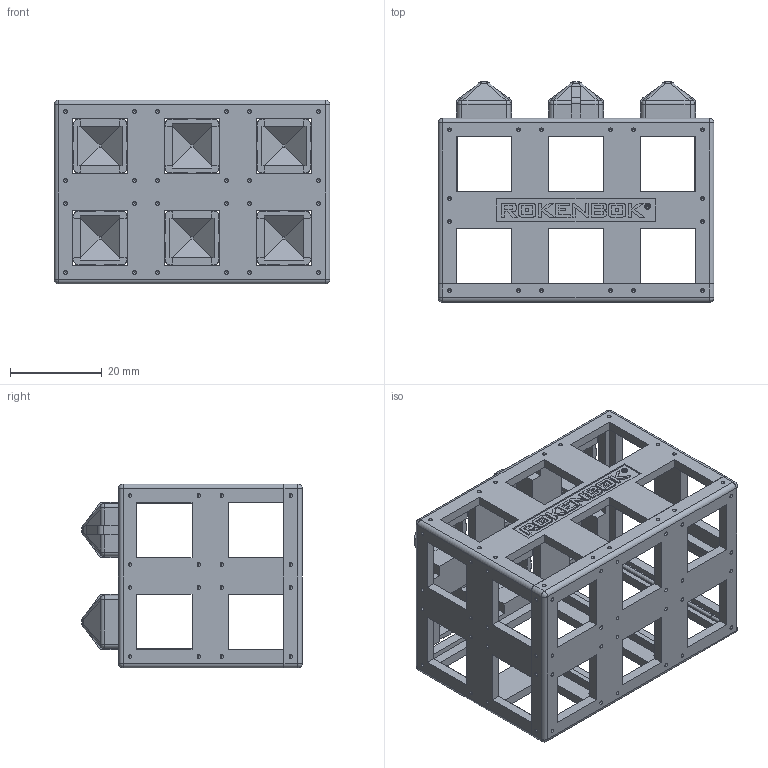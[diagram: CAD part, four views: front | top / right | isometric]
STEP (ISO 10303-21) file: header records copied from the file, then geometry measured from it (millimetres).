
FILE_DESCRIPTION (( 'STEP AP203' ), '1' );
FILE_NAME ('20-00300a.STEP', '2014-04-13T23:53:26', ( 'Nicholas Morozovsky' ), ( '' ), 'SwSTEP 2.0', 'SolidWorks 2012', '' );
FILE_SCHEMA (( 'CONFIG_CONTROL_DESIGN' ));
Products named in the file (1): 20-00300a
Bounding box: 60 x 48 x 40 mm (x, y, z)
Volume: 17154.2 mm3; surface area: 22280.3 mm2
Topology: 2 solids, 2 shells, 1223 faces, 3534 edges, 2240 vertices
Faces by surface type: plane 775, sphere 168, cylinder 164, bspline 112, cone 4
Entity records: 42703 total; most frequent: CARTESIAN_POINT 13090, ORIENTED_EDGE 6332, DIRECTION 5638, EDGE_CURVE 3166, VECTOR 2358, LINE 2358, VERTEX_POINT 2064, AXIS2_PLACEMENT_3D 1640
